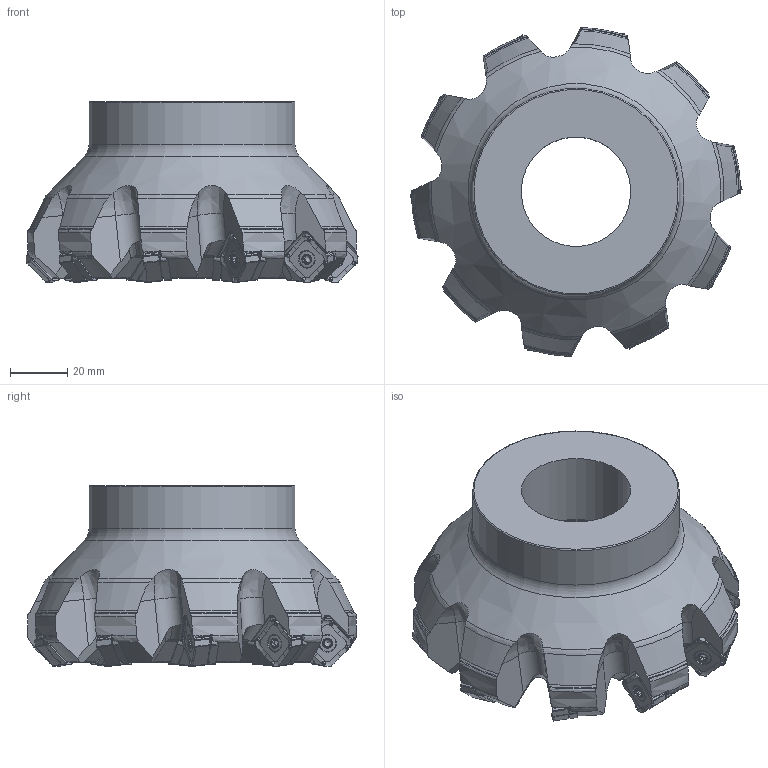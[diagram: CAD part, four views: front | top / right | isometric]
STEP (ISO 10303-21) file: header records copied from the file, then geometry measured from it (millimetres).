
FILE_DESCRIPTION(/* description */ (''),/* implementation_level */ '2;1');
FILE_NAME(/* name */ 'toolassembly_1.stp',/* time_stamp */ '2019-01-25T11:52:54+01:00',/* author */ (''),/* organization */ ('SMS'),/* preprocessor_version */ 'ST-DEVELOPER v15',/* originating_system */ 'SIEMENS PLM Software NX 8.5',/* authorisation */ '');
FILE_SCHEMA (('AUTOMOTIVE_DESIGN { 1 0 10303 214 3 1 1 1 }'));
Products named in the file (4): ASSEMBLY_CONSTRUCTION; CUT_20190125115145; NOCUT_20190125115044; TOOLASSEMBLY_1
Assembly tree (12 placements, depth 2):
  TOOLASSEMBLY_1
    NOCUT_20190125115044
    CUT_20190125115145  x10
    ASSEMBLY_CONSTRUCTION
Bounding box: 115.6 x 114.48 x 63 mm (x, y, z)
Volume: 243943.3 mm3; surface area: 48525.7 mm2
Topology: 11 solids, 11 shells, 5157 faces, 12895 edges, 7805 vertices
Faces by surface type: bspline 1550, cylinder 1413, plane 1063, torus 426, cone 425, extrusion 200, sphere 80
Full cylindrical faces by diameter (mm): 3.5 x10, 4 x10, 4.8 x10, 5.7 x10, 38.112 x1, 56 x1, 72 x1
Entity records: 162938 total; most frequent: CARTESIAN_POINT 67315, ORIENTED_EDGE 21260, DIRECTION 18882, EDGE_CURVE 10630, AXIS2_PLACEMENT_3D 7854, VERTEX_POINT 6420, EDGE_LOOP 4492, ADVANCED_FACE 4356
